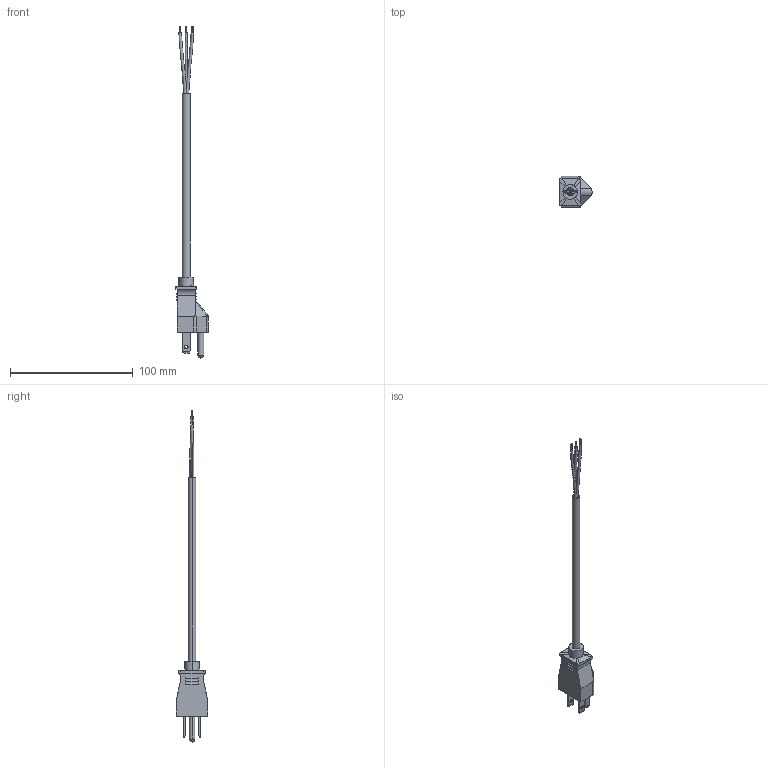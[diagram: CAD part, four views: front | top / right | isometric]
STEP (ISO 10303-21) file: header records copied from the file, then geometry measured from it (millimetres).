
FILE_DESCRIPTION (( 'STEP AP203' ), '1' );
FILE_NAME ('11-00021_revA.STEP', '2016-11-02T22:21:56', ( '' ), ( '' ), 'SwSTEP 2.0', 'SolidWorks 2015', '' );
FILE_SCHEMA (( 'CONFIG_CONTROL_DESIGN' ));
Length unit declared in the file: millimetre
Products named in the file (3): TLY-13; 30-00244_50 mm stripped 5 mm tinned; 11-00021_revA
Assembly tree (2 placements, depth 2):
  11-00021_revA
    TLY-13
    30-00244_50 mm stripped 5 mm tinned
Bounding box: 26.4 x 25.8 x 271 mm (x, y, z)
Volume: 22418.5 mm3; surface area: 42331.2 mm2
Topology: 251 solids, 251 shells, 1873 faces, 3996 edges, 2658 vertices
Faces by surface type: plane 1025, cylinder 780, bspline 48, torus 12, cone 8
Entity records: 54849 total; most frequent: CARTESIAN_POINT 12623, DIRECTION 9089, ORIENTED_EDGE 7984, EDGE_CURVE 3992, AXIS2_PLACEMENT_3D 3435, VERTEX_POINT 2658, VECTOR 2219, LINE 2219
